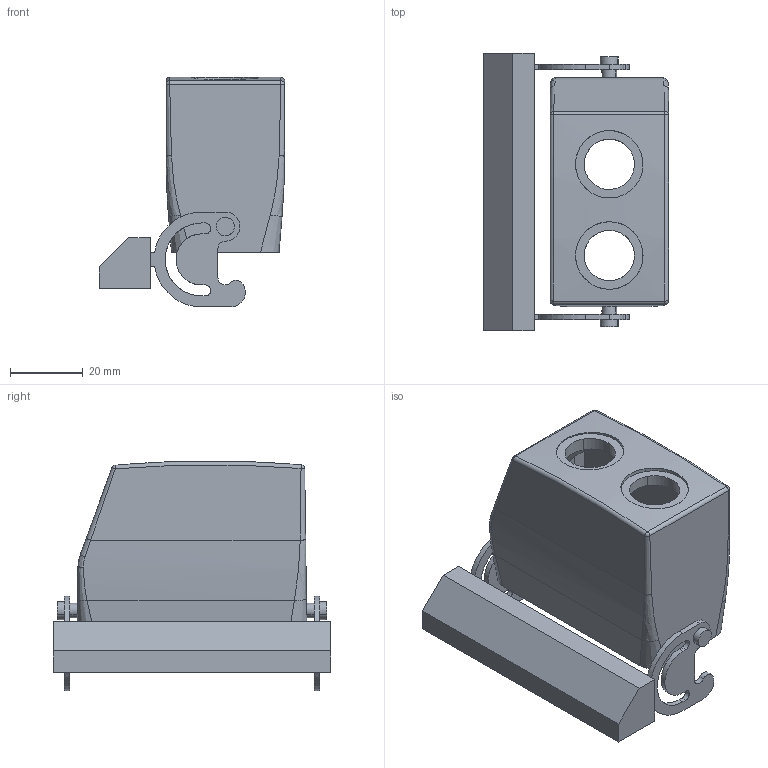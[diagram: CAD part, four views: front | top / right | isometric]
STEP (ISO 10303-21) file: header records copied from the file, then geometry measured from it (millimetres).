
FILE_DESCRIPTION(('CATIA V5R24 STEP','CAx-IF Rec.Pracs.--- Model Styling and Organization---1.2---2011-12-15'),'2;1');
FILE_NAME ('361669_3', '2018-09-24T12:18:44+00:00', ('Weidmueller Interface'), ('Weidmueller'), 'CATIA Version 5-6 Release 2014 SP4 HF52', 'CATIA V5 STEP AP214', 'none');
FILE_SCHEMA(('AUTOMOTIVE_DESIGN { 1 0 10303 214 1 1 1 1 }'));
Length unit declared in the file: millimetre
Products named in the file (1): 1783250000
Bounding box: 50.75 x 76 x 62.98 mm (x, y, z)
Volume: 48482.3 mm3; surface area: 25135.6 mm2
Topology: 1 solids, 1 shells, 145 faces, 374 edges, 244 vertices
Faces by surface type: plane 62, cylinder 61, bspline 20, torus 2
Entity records: 5926 total; most frequent: CARTESIAN_POINT 2729, ORIENTED_EDGE 748, DIRECTION 464, EDGE_CURVE 374, VERTEX_POINT 244, VECTOR 190, LINE 190, AXIS2_PLACEMENT_3D 184
